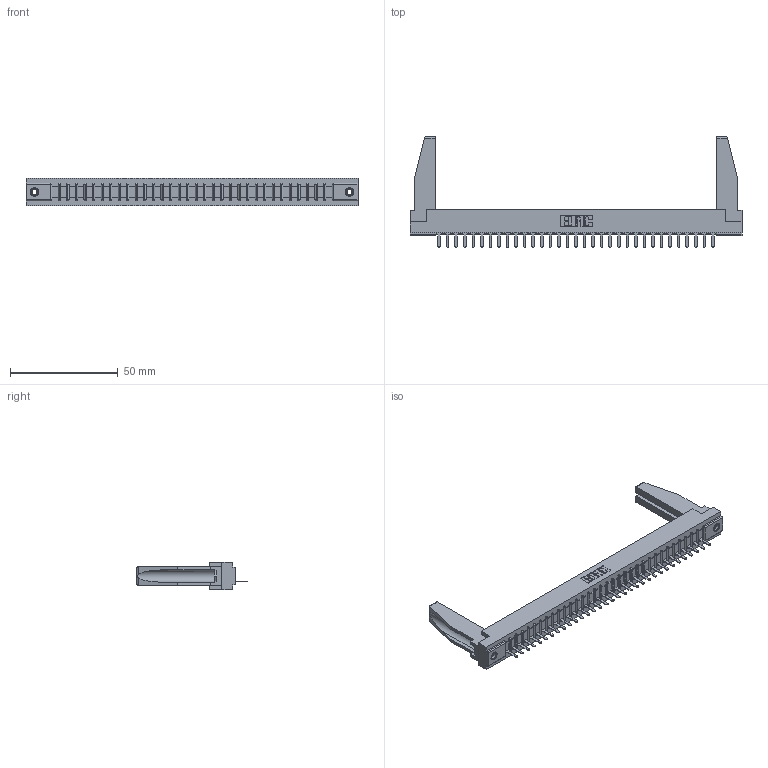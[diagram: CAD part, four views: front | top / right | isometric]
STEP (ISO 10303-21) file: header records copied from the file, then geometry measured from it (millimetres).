
FILE_DESCRIPTION (( 'STEP AP203' ), '1' );
FILE_NAME ('357-033-525-178.STEP', '2019-09-14T05:41:01', ( '' ), ( '' ), 'SwSTEP 2.0', 'SolidWorks 2016', '' );
FILE_SCHEMA (( 'CONFIG_CONTROL_DESIGN' ));
Length unit declared in the file: inch
Products named in the file (5): 307 Part_.156 Dia Mounting Holes; 307-290-001_525; 345-250-001_345-250-001-102; 357-033-525-178; 307-220-078
Assembly tree (38 placements, depth 2):
  357-033-525-178
    307 Part_.156 Dia Mounting Holes
    307-290-001_525  x33
    307-220-078  x2
    345-250-001_345-250-001-102  x2
Bounding box: 153.77 x 51.13 x 12.7 mm (x, y, z)
Volume: 19879.8 mm3; surface area: 20340.8 mm2
Topology: 38 solids, 38 shells, 2130 faces, 5999 edges, 3854 vertices
Faces by surface type: plane 1375, cylinder 671, sphere 68, cone 12, torus 4
Entity records: 31807 total; most frequent: CARTESIAN_POINT 5354, ORIENTED_EDGE 5296, DIRECTION 5168, EDGE_CURVE 2648, LINE 2032, VECTOR 2032, VERTEX_POINT 1712, AXIS2_PLACEMENT_3D 1568
